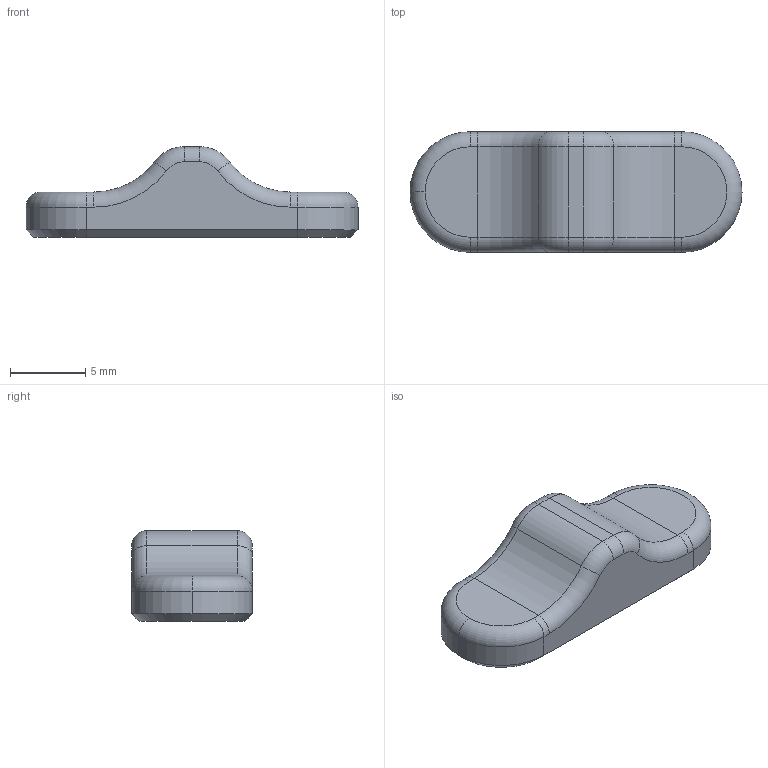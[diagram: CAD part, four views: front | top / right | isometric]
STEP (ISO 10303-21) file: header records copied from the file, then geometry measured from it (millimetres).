
FILE_DESCRIPTION (( 'STEP AP214' ), '1' );
FILE_NAME ('Button.STEP', '2023-02-25T15:49:27', ( '' ), ( '' ), 'SwSTEP 2.0', 'SolidWorks 2023', '' );
FILE_SCHEMA (( 'AUTOMOTIVE_DESIGN' ));
Length unit declared in the file: millimetre
Products named in the file (1): Button_Predeterminado
Bounding box: 22 x 8 x 6 mm (x, y, z)
Volume: 571.1 mm3; surface area: 550.5 mm2
Topology: 1 solids, 1 shells, 44 faces, 98 edges, 57 vertices
Faces by surface type: plane 17, cylinder 13, torus 11, cone 3
Entity records: 1231 total; most frequent: DIRECTION 234, CARTESIAN_POINT 200, ORIENTED_EDGE 196, EDGE_CURVE 98, AXIS2_PLACEMENT_3D 91, VERTEX_POINT 57, LINE 52, VECTOR 52
